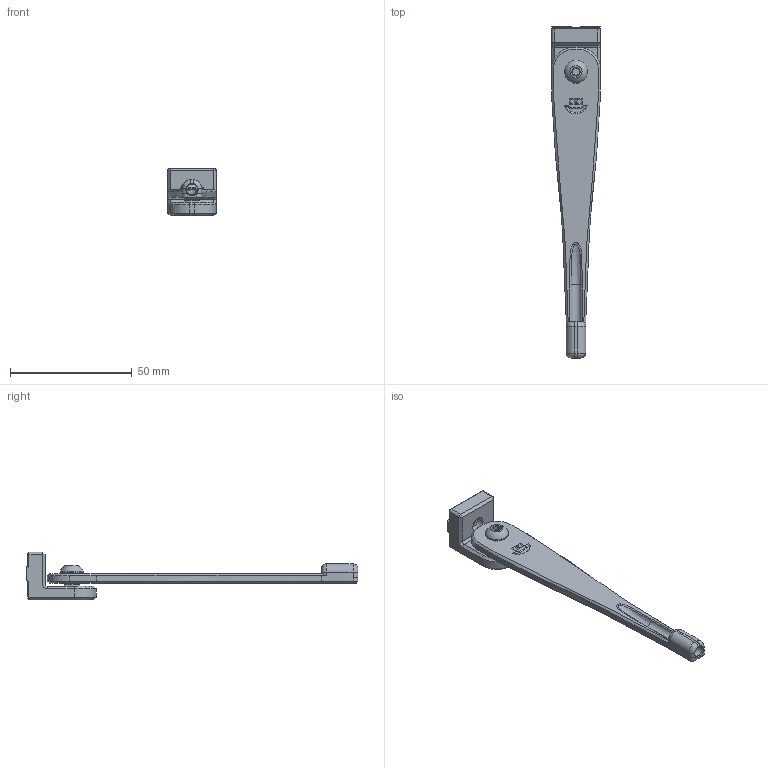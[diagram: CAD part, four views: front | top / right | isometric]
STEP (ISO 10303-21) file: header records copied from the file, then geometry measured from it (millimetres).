
FILE_DESCRIPTION(/* description */ (''),/* implementation_level */ '2;1');
FILE_NAME(/* name */ 'Trident_PTFE_guide-v2.step',/* time_stamp */ '2022-11-30T00:17:53+01:00',/* author */ (''),/* organization */ (''),/* preprocessor_version */ 'ST-DEVELOPER v19.2',/* originating_system */ 'Autodesk Translation Framework v11.17.0.187',/* authorisation */ '');
FILE_SCHEMA (('AUTOMOTIVE_DESIGN { 1 0 10303 214 3 1 1 }'));
Length unit declared in the file: millimetre
Products named in the file (6): Trident Bowden tube PTFE guide-V2; Arm; MR85 Bearing; Mount; M3x10 BHCS; Spacer
Assembly tree (5 placements, depth 3):
  Trident Bowden tube PTFE guide-V2
    Arm
      MR85 Bearing
    Mount
    M3x10 BHCS
    Spacer
Bounding box: 20 x 136.3 x 19.5 mm (x, y, z)
Volume: 11325.9 mm3; surface area: 7986.4 mm2
Topology: 20 solids, 20 shells, 240 faces, 568 edges, 351 vertices
Faces by surface type: plane 99, cylinder 69, cone 35, bspline 22, sphere 13, torus 2
Full cylindrical faces by diameter (mm): 3.4 x1, 3.961 x12, 4.4 x1, 4.85 x1, 5 x12, 5.2 x1, 6 x2, 6.016 x4, 6.5 x1, 6.984 x4, 8 x1, 8.1 x1, 9 x1, 9.5 x1
Entity records: 12381 total; most frequent: CARTESIAN_POINT 7007, ORIENTED_EDGE 1084, DIRECTION 1028, EDGE_CURVE 542, AXIS2_PLACEMENT_3D 376, VERTEX_POINT 351, LINE 276, VECTOR 276
